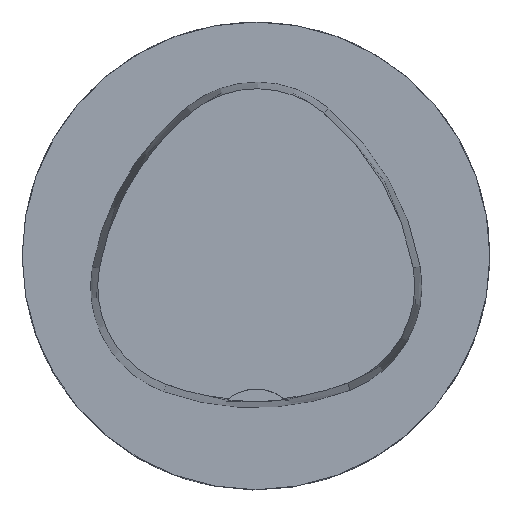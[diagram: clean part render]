
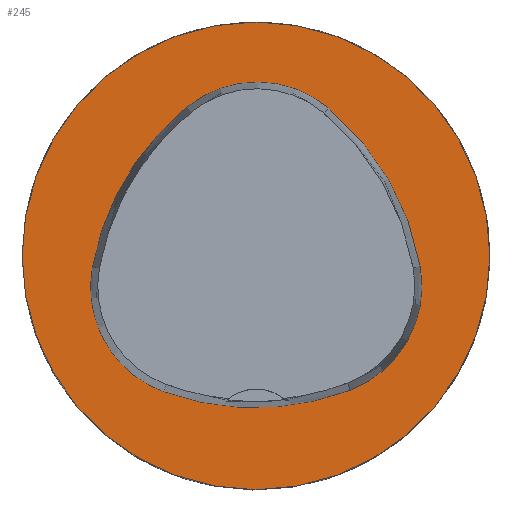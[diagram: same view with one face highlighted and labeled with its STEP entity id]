
A CAD part, top view. The second image highlights one B-rep face of the part: STEP entity #245.
In plain terms, the highlighted planar face has unit normal (0, 0, 1).
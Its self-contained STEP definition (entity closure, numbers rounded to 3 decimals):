
#245=ADVANCED_FACE('',(#512,#513),#303,.T.);
#303=PLANE('',#1477);
#512=FACE_BOUND('',#559,.T.);
#513=FACE_BOUND('',#560,.T.);
#559=EDGE_LOOP('',(#793,#794,#795,#796,#797,#798));
#560=EDGE_LOOP('',(#799));
#793=ORIENTED_EDGE('',*,*,#1202,.T.);
#794=ORIENTED_EDGE('',*,*,#1182,.T.);
#795=ORIENTED_EDGE('',*,*,#1186,.T.);
#796=ORIENTED_EDGE('',*,*,#1189,.T.);
#797=ORIENTED_EDGE('',*,*,#1192,.T.);
#798=ORIENTED_EDGE('',*,*,#1200,.T.);
#799=ORIENTED_EDGE('',*,*,#1173,.F.);
#1036=VERTEX_POINT('',#2294);
#1045=VERTEX_POINT('',#2313);
#1046=VERTEX_POINT('',#2314);
#1049=VERTEX_POINT('',#2322);
#1051=VERTEX_POINT('',#2328);
#1053=VERTEX_POINT('',#2334);
#1060=VERTEX_POINT('',#2355);
#1173=EDGE_CURVE('',#1036,#1036,#1278,.T.);
#1182=EDGE_CURVE('',#1045,#1046,#1279,.T.);
#1186=EDGE_CURVE('',#1046,#1049,#1281,.T.);
#1189=EDGE_CURVE('',#1049,#1051,#1283,.T.);
#1192=EDGE_CURVE('',#1051,#1053,#1285,.T.);
#1200=EDGE_CURVE('',#1053,#1060,#1289,.T.);
#1202=EDGE_CURVE('',#1060,#1045,#1291,.T.);
#1278=CIRCLE('',#1449,31.5);
#1279=CIRCLE('',#1455,36.);
#1281=CIRCLE('',#1458,15.);
#1283=CIRCLE('',#1461,36.);
#1285=CIRCLE('',#1464,15.);
#1289=CIRCLE('',#1469,36.);
#1291=CIRCLE('',#1472,15.);
#1449=AXIS2_PLACEMENT_3D('',#2293,#1717,#1718);
#1455=AXIS2_PLACEMENT_3D('',#2312,#1733,#1734);
#1458=AXIS2_PLACEMENT_3D('',#2321,#1741,#1742);
#1461=AXIS2_PLACEMENT_3D('',#2327,#1748,#1749);
#1464=AXIS2_PLACEMENT_3D('',#2333,#1755,#1756);
#1469=AXIS2_PLACEMENT_3D('',#2356,#1767,#1768);
#1472=AXIS2_PLACEMENT_3D('',#2359,#1773,#1774);
#1477=AXIS2_PLACEMENT_3D('',#2364,#1783,#1784);
#1717=DIRECTION('',(0.,0.,-1.));
#1718=DIRECTION('',(-1.,0.,0.));
#1733=DIRECTION('',(0.,0.,-1.));
#1734=DIRECTION('',(-1.,0.,0.));
#1741=DIRECTION('',(0.,0.,-1.));
#1742=DIRECTION('',(-1.,0.,0.));
#1748=DIRECTION('',(0.,0.,-1.));
#1749=DIRECTION('',(-1.,0.,0.));
#1755=DIRECTION('',(0.,0.,-1.));
#1756=DIRECTION('',(-1.,0.,0.));
#1767=DIRECTION('',(0.,0.,-1.));
#1768=DIRECTION('',(-1.,0.,0.));
#1773=DIRECTION('',(0.,0.,-1.));
#1774=DIRECTION('',(-1.,0.,0.));
#1783=DIRECTION('',(0.,0.,1.));
#1784=DIRECTION('',(1.,0.,0.));
#2293=CARTESIAN_POINT('',(0.,0.,
0.));
#2294=CARTESIAN_POINT('',(-31.5,0.,0.));
#2312=CARTESIAN_POINT('',(13.398,-7.893,0.));
#2313=CARTESIAN_POINT('',(-22.041,-1.562,0.));
#2314=CARTESIAN_POINT('',(-9.317,20.036,0.));
#2321=CARTESIAN_POINT('',(0.148,8.399,0.));
#2322=CARTESIAN_POINT('',(9.779,19.898,0.));
#2327=CARTESIAN_POINT('',(-13.337,-7.7,0.));
#2328=CARTESIAN_POINT('',(22.122,-1.48,0.));
#2333=CARTESIAN_POINT('',(7.347,-4.071,0.));
#2334=CARTESIAN_POINT('',(12.693,-18.087,0.));
#2355=CARTESIAN_POINT('',(-12.373,-18.307,0.));
#2356=CARTESIAN_POINT('',(-0.137,15.55,0.));
#2359=CARTESIAN_POINT('',(-7.275,-4.2,0.));
#2364=CARTESIAN_POINT('',(0.,0.,
0.));
